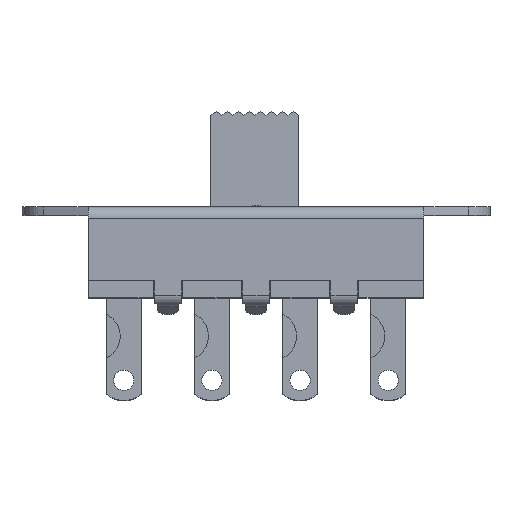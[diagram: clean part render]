
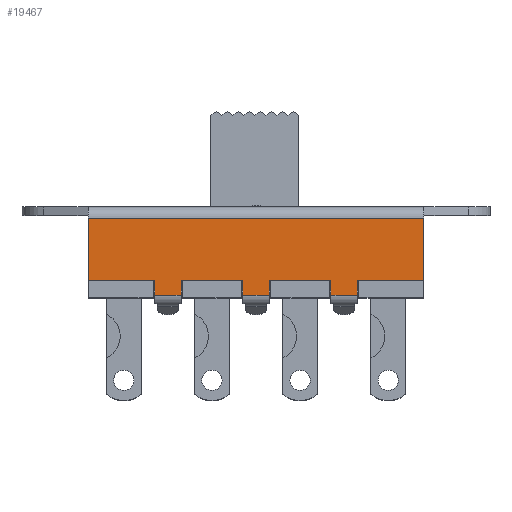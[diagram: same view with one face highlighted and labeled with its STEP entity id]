
A CAD part, top view. The second image highlights one B-rep face of the part: STEP entity #19467.
In plain terms, the highlighted planar face has unit normal (0, 0, 1).
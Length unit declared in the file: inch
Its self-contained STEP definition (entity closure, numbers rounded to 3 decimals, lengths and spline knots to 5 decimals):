
#666=PLANE('',#20927);
#1567=FACE_OUTER_BOUND('',#2524,.T.);
#2524=EDGE_LOOP('',(#15889,#15890,#15891,#15892,#15893,#15894,#15895,#15896,
#15897,#15898,#15899,#15900,#15901,#15902,#15903,#15904));
#4647=LINE('',#30111,#6806);
#4664=LINE('',#30160,#6823);
#4672=LINE('',#30181,#6831);
#4680=LINE('',#30198,#6839);
#4686=LINE('',#30212,#6845);
#4840=LINE('',#30609,#6999);
#4865=LINE('',#30655,#7024);
#4869=LINE('',#30670,#7028);
#4872=LINE('',#30674,#7031);
#4873=LINE('',#30675,#7032);
#4874=LINE('',#30677,#7033);
#4875=LINE('',#30679,#7034);
#4876=LINE('',#30681,#7035);
#4877=LINE('',#30682,#7036);
#4878=LINE('',#30683,#7037);
#4879=LINE('',#30684,#7038);
#6806=VECTOR('',#24622,0.3937);
#6823=VECTOR('',#24661,0.3937);
#6831=VECTOR('',#24677,0.3937);
#6839=VECTOR('',#24687,0.3937);
#6845=VECTOR('',#24697,0.3937);
#6999=VECTOR('',#25041,0.3937);
#7024=VECTOR('',#25072,0.3937);
#7028=VECTOR('',#25084,0.3937);
#7031=VECTOR('',#25089,0.3937);
#7032=VECTOR('',#25090,0.3937);
#7033=VECTOR('',#25091,0.3937);
#7034=VECTOR('',#25092,0.3937);
#7035=VECTOR('',#25093,0.3937);
#7036=VECTOR('',#25094,0.3937);
#7037=VECTOR('',#25095,0.3937);
#7038=VECTOR('',#25096,0.3937);
#8837=VERTEX_POINT('',#30108);
#8838=VERTEX_POINT('',#30110);
#8858=VERTEX_POINT('',#30157);
#8859=VERTEX_POINT('',#30159);
#8867=VERTEX_POINT('',#30178);
#8868=VERTEX_POINT('',#30180);
#8875=VERTEX_POINT('',#30195);
#8876=VERTEX_POINT('',#30197);
#8882=VERTEX_POINT('',#30210);
#9030=VERTEX_POINT('',#30607);
#9048=VERTEX_POINT('',#30654);
#9054=VERTEX_POINT('',#30667);
#9055=VERTEX_POINT('',#30669);
#9056=VERTEX_POINT('',#30676);
#9057=VERTEX_POINT('',#30678);
#9058=VERTEX_POINT('',#30680);
#11211=EDGE_CURVE('',#8838,#8837,#4647,.T.);
#11235=EDGE_CURVE('',#8859,#8858,#4664,.T.);
#11245=EDGE_CURVE('',#8867,#8868,#4672,.T.);
#11253=EDGE_CURVE('',#8875,#8876,#4680,.T.);
#11260=EDGE_CURVE('',#8867,#8882,#4686,.T.);
#11460=EDGE_CURVE('',#9030,#8882,#4840,.T.);
#11485=EDGE_CURVE('',#8838,#9048,#4865,.T.);
#11492=EDGE_CURVE('',#9055,#9054,#4869,.T.);
#11495=EDGE_CURVE('',#9055,#8837,#4872,.T.);
#11496=EDGE_CURVE('',#8859,#9054,#4873,.T.);
#11497=EDGE_CURVE('',#9056,#8858,#4874,.T.);
#11498=EDGE_CURVE('',#9057,#9056,#4875,.T.);
#11499=EDGE_CURVE('',#9057,#9058,#4876,.T.);
#11500=EDGE_CURVE('',#8868,#9058,#4877,.T.);
#11501=EDGE_CURVE('',#9030,#8876,#4878,.T.);
#11502=EDGE_CURVE('',#8875,#9048,#4879,.T.);
#15889=ORIENTED_EDGE('',*,*,#11485,.F.);
#15890=ORIENTED_EDGE('',*,*,#11211,.T.);
#15891=ORIENTED_EDGE('',*,*,#11495,.F.);
#15892=ORIENTED_EDGE('',*,*,#11492,.T.);
#15893=ORIENTED_EDGE('',*,*,#11496,.F.);
#15894=ORIENTED_EDGE('',*,*,#11235,.T.);
#15895=ORIENTED_EDGE('',*,*,#11497,.F.);
#15896=ORIENTED_EDGE('',*,*,#11498,.F.);
#15897=ORIENTED_EDGE('',*,*,#11499,.T.);
#15898=ORIENTED_EDGE('',*,*,#11500,.F.);
#15899=ORIENTED_EDGE('',*,*,#11245,.F.);
#15900=ORIENTED_EDGE('',*,*,#11260,.T.);
#15901=ORIENTED_EDGE('',*,*,#11460,.F.);
#15902=ORIENTED_EDGE('',*,*,#11501,.T.);
#15903=ORIENTED_EDGE('',*,*,#11253,.F.);
#15904=ORIENTED_EDGE('',*,*,#11502,.T.);
#19467=ADVANCED_FACE('',(#1567),#666,.T.);
#20927=AXIS2_PLACEMENT_3D('',#30673,#25087,#25088);
#24622=DIRECTION('',(0.,1.,0.));
#24661=DIRECTION('',(0.,1.,0.));
#24677=DIRECTION('',(-1.,0.,0.));
#24687=DIRECTION('',(-1.,0.,0.));
#24697=DIRECTION('',(0.,-1.,0.));
#25041=DIRECTION('',(-1.,0.,0.));
#25072=DIRECTION('',(-1.,0.,0.));
#25084=DIRECTION('',(0.,-1.,0.));
#25087=DIRECTION('center_axis',(0.,0.,
1.));
#25088=DIRECTION('ref_axis',(1.,0.,0.));
#25089=DIRECTION('',(-1.,0.,0.));
#25090=DIRECTION('',(-1.,0.,0.));
#25091=DIRECTION('',(-1.,0.,0.));
#25092=DIRECTION('',(0.,-1.,0.));
#25093=DIRECTION('',(-1.,0.,0.));
#25094=DIRECTION('',(0.,1.,0.));
#25095=DIRECTION('',(0.,1.,0.));
#25096=DIRECTION('',(0.,-1.,0.));
#30108=CARTESIAN_POINT('',(0.04688,0.03091,0.39028));
#30110=CARTESIAN_POINT('',(0.04688,-0.02109,0.39028));
#30111=CARTESIAN_POINT('',(0.04688,-0.02909,0.39028));
#30157=CARTESIAN_POINT('',(0.35888,0.03091,0.39028));
#30159=CARTESIAN_POINT('',(0.35888,-0.02109,0.39028));
#30160=CARTESIAN_POINT('',(0.35888,-0.02909,0.39028));
#30178=CARTESIAN_POINT('',(-0.35912,0.03091,0.39028));
#30180=CARTESIAN_POINT('',(-0.59412,0.03091,0.39028));
#30181=CARTESIAN_POINT('',(0.59388,0.03091,0.39028));
#30195=CARTESIAN_POINT('',(-0.04712,0.03091,0.39028));
#30197=CARTESIAN_POINT('',(-0.26512,0.03091,0.39028));
#30198=CARTESIAN_POINT('',(0.59388,0.03091,0.39028));
#30210=CARTESIAN_POINT('',(-0.35912,-0.02109,0.39028));
#30212=CARTESIAN_POINT('',(-0.35912,0.03091,0.39028));
#30607=CARTESIAN_POINT('',(-0.26512,-0.02109,0.39028));
#30609=CARTESIAN_POINT('',(-0.00012,-0.02109,0.39028));
#30654=CARTESIAN_POINT('',(-0.04712,-0.02109,0.39028));
#30655=CARTESIAN_POINT('',(-0.00012,-0.02109,0.39028));
#30667=CARTESIAN_POINT('',(0.26488,-0.02109,0.39028));
#30669=CARTESIAN_POINT('',(0.26488,0.03091,0.39028));
#30670=CARTESIAN_POINT('',(0.26488,0.03091,0.39028));
#30673=CARTESIAN_POINT('Origin',(-0.00012,0.61646,
0.39028));
#30674=CARTESIAN_POINT('',(0.59388,0.03091,0.39028));
#30675=CARTESIAN_POINT('',(-0.00012,-0.02109,0.39028));
#30676=CARTESIAN_POINT('',(0.59388,0.03091,0.39028));
#30677=CARTESIAN_POINT('',(0.59388,0.03091,0.39028));
#30678=CARTESIAN_POINT('',(0.59388,0.25126,0.39028));
#30679=CARTESIAN_POINT('',(0.59388,0.26791,0.39028));
#30680=CARTESIAN_POINT('',(-0.59412,0.25126,0.39028));
#30681=CARTESIAN_POINT('',(-0.00012,0.25126,0.39028));
#30682=CARTESIAN_POINT('',(-0.59412,0.03091,0.39028));
#30683=CARTESIAN_POINT('',(-0.26512,-0.02909,0.39028));
#30684=CARTESIAN_POINT('',(-0.04712,0.03091,0.39028));
